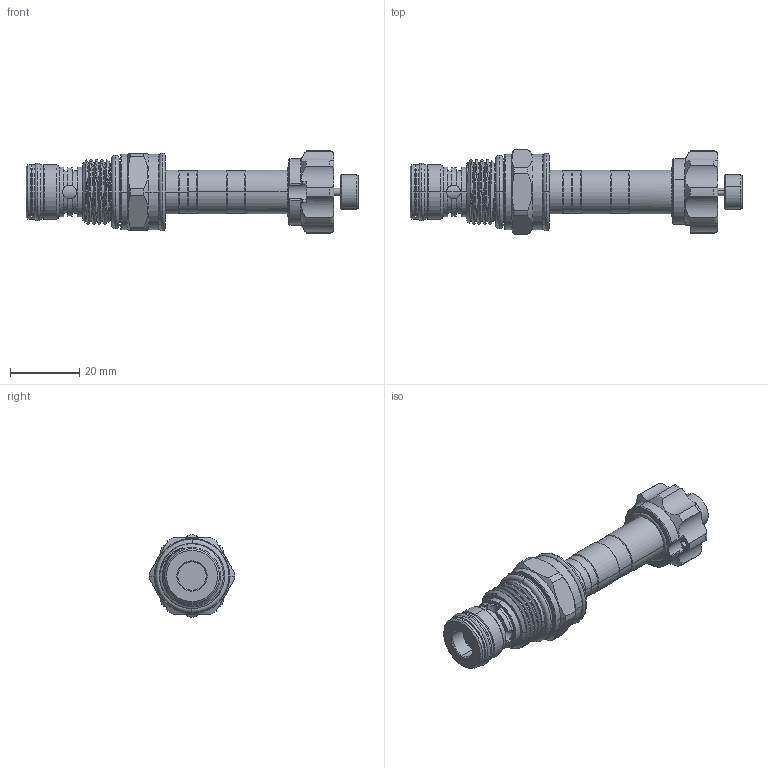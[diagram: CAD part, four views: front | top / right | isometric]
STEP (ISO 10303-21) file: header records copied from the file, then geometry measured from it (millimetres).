
FILE_DESCRIPTION (( 'STEP AP203' ), '1' );
FILE_NAME ('EP19E2A51P04.STEP', '2020-03-31T03:49:49', ( '' ), ( '' ), 'SwSTEP 2.0', 'SolidWorks 2018', '' );
FILE_SCHEMA (( 'CONFIG_CONTROL_DESIGN' ));
Length unit declared in the file: millimetre
Products named in the file (1): EP19E2A51P04
Bounding box: 96.13 x 24.65 x 23.79 mm (x, y, z)
Volume: 20218 mm3; surface area: 9588.1 mm2
Topology: 10 solids, 10 shells, 325 faces, 780 edges, 485 vertices
Faces by surface type: cylinder 154, plane 56, torus 54, cone 53, bspline 8
Entity records: 13239 total; most frequent: CARTESIAN_POINT 5669, DIRECTION 1627, ORIENTED_EDGE 1560, EDGE_CURVE 780, AXIS2_PLACEMENT_3D 693, VERTEX_POINT 485, CIRCLE 375, EDGE_LOOP 353
